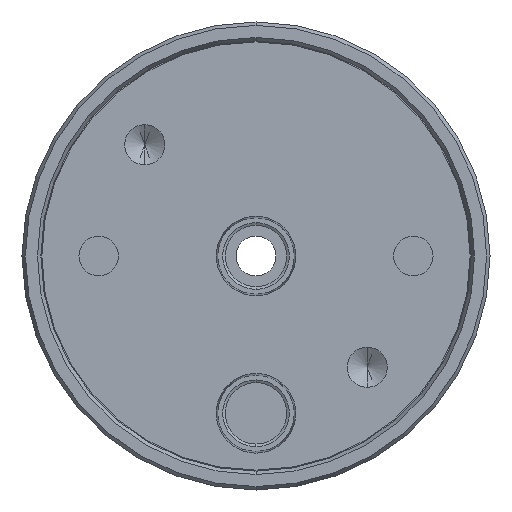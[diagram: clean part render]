
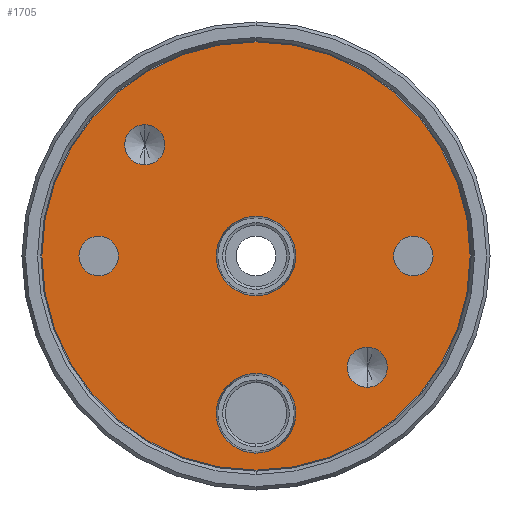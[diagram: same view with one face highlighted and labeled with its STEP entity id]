
A CAD part, front view. The second image highlights one B-rep face of the part: STEP entity #1705.
In plain terms, the highlighted planar face has unit normal (0, -1, 0).
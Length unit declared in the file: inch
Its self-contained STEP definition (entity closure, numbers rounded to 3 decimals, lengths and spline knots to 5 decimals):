
#4 = FACE_OUTER_BOUND ( 'NONE', #695, .T. ) ;
#10 = ORIENTED_EDGE ( 'NONE', *, *, #383, .F. ) ;
#15 = CARTESIAN_POINT ( 'NONE',  ( 0., 0., 0. ) ) ;
#22 = EDGE_CURVE ( 'NONE', #505, #1883, #1189, .T. ) ;
#62 = EDGE_LOOP ( 'NONE', ( #1853, #1553 ) ) ;
#72 = DIRECTION ( 'NONE',  ( 0., -1., 0. ) ) ;
#97 = ORIENTED_EDGE ( 'NONE', *, *, #154, .F. ) ;
#101 = AXIS2_PLACEMENT_3D ( 'NONE', #2786, #72, #1861 ) ;
#138 = CARTESIAN_POINT ( 'NONE',  ( 0., 0., -0.5975 ) ) ;
#154 = EDGE_CURVE ( 'NONE', #1110, #1223, #970, .T. ) ;
#173 = DIRECTION ( 'NONE',  ( 0., 0., 1. ) ) ;
#267 = FACE_BOUND ( 'NONE', #1420, .T. ) ;
#299 = CARTESIAN_POINT ( 'NONE',  ( 0., 0., 0.2025 ) ) ;
#302 = CARTESIAN_POINT ( 'NONE',  ( -0.56569, 0., 0.56569 ) ) ;
#313 = CIRCLE ( 'NONE', #678, 0.10156 ) ;
#337 = CARTESIAN_POINT ( 'NONE',  ( -0.8, 0., -0.1005 ) ) ;
#346 = DIRECTION ( 'NONE',  ( 0., -1., 0. ) ) ;
#383 = EDGE_CURVE ( 'NONE', #1681, #1568, #313, .T. ) ;
#388 = DIRECTION ( 'NONE',  ( 0., 0., 1. ) ) ;
#407 = DIRECTION ( 'NONE',  ( 0., 0., 1. ) ) ;
#424 = DIRECTION ( 'NONE',  ( 0., -1., 0. ) ) ;
#437 = ORIENTED_EDGE ( 'NONE', *, *, #659, .F. ) ;
#482 = DIRECTION ( 'NONE',  ( 0., -1., 0. ) ) ;
#505 = VERTEX_POINT ( 'NONE', #686 ) ;
#513 = CARTESIAN_POINT ( 'NONE',  ( 0., 0., 0. ) ) ;
#573 = CARTESIAN_POINT ( 'NONE',  ( 0., 0., 1.089 ) ) ;
#592 = ORIENTED_EDGE ( 'NONE', *, *, #2498, .F. ) ;
#602 = VERTEX_POINT ( 'NONE', #299 ) ;
#659 = EDGE_CURVE ( 'NONE', #602, #1400, #1069, .T. ) ;
#678 = AXIS2_PLACEMENT_3D ( 'NONE', #1881, #2360, #1470 ) ;
#684 = AXIS2_PLACEMENT_3D ( 'NONE', #2594, #346, #173 ) ;
#686 = CARTESIAN_POINT ( 'NONE',  ( 0.8, 0., -0.1005 ) ) ;
#695 = EDGE_LOOP ( 'NONE', ( #2203, #2320 ) ) ;
#706 = AXIS2_PLACEMENT_3D ( 'NONE', #734, #482, #2261 ) ;
#724 = ORIENTED_EDGE ( 'NONE', *, *, #2267, .F. ) ;
#734 = CARTESIAN_POINT ( 'NONE',  ( 0., 0., 0. ) ) ;
#735 = AXIS2_PLACEMENT_3D ( 'NONE', #2416, #1277, #388 ) ;
#741 = CARTESIAN_POINT ( 'NONE',  ( -0.56569, 0., 0.46412 ) ) ;
#759 = CARTESIAN_POINT ( 'NONE',  ( -0.56569, 0., 0.66725 ) ) ;
#796 = ORIENTED_EDGE ( 'NONE', *, *, #2484, .F. ) ;
#865 = EDGE_CURVE ( 'NONE', #2496, #1227, #913, .T. ) ;
#913 = CIRCLE ( 'NONE', #1899, 1.089 ) ;
#928 = ORIENTED_EDGE ( 'NONE', *, *, #1123, .F. ) ;
#941 = AXIS2_PLACEMENT_3D ( 'NONE', #1157, #1810, #2750 ) ;
#952 = AXIS2_PLACEMENT_3D ( 'NONE', #1245, #1014, #1209 ) ;
#970 = CIRCLE ( 'NONE', #2065, 0.2025 ) ;
#1014 = DIRECTION ( 'NONE',  ( 0., -1., 0. ) ) ;
#1029 = ORIENTED_EDGE ( 'NONE', *, *, #1150, .F. ) ;
#1030 = AXIS2_PLACEMENT_3D ( 'NONE', #302, #2588, #2816 ) ;
#1069 = CIRCLE ( 'NONE', #1441, 0.2025 ) ;
#1078 = DIRECTION ( 'NONE',  ( 0., 0., 1. ) ) ;
#1084 = VERTEX_POINT ( 'NONE', #759 ) ;
#1110 = VERTEX_POINT ( 'NONE', #1173 ) ;
#1123 = EDGE_CURVE ( 'NONE', #1084, #1484, #2457, .T. ) ;
#1125 = EDGE_LOOP ( 'NONE', ( #437, #2476 ) ) ;
#1150 = EDGE_CURVE ( 'NONE', #1486, #2459, #2408, .T. ) ;
#1152 = FACE_BOUND ( 'NONE', #1125, .T. ) ;
#1157 = CARTESIAN_POINT ( 'NONE',  ( 0., 0., -0.8 ) ) ;
#1172 = AXIS2_PLACEMENT_3D ( 'NONE', #513, #2810, #2110 ) ;
#1173 = CARTESIAN_POINT ( 'NONE',  ( 0., 0., -1.0025 ) ) ;
#1189 = CIRCLE ( 'NONE', #952, 0.1005 ) ;
#1209 = DIRECTION ( 'NONE',  ( 0., 0., 1. ) ) ;
#1223 = VERTEX_POINT ( 'NONE', #138 ) ;
#1227 = VERTEX_POINT ( 'NONE', #1502 ) ;
#1241 = CARTESIAN_POINT ( 'NONE',  ( 0., 0., 0. ) ) ;
#1245 = CARTESIAN_POINT ( 'NONE',  ( 0.8, 0., 0. ) ) ;
#1277 = DIRECTION ( 'NONE',  ( 0., -1., 0. ) ) ;
#1337 = FACE_BOUND ( 'NONE', #1461, .T. ) ;
#1356 = CARTESIAN_POINT ( 'NONE',  ( 0.56569, 0., -0.66725 ) ) ;
#1400 = VERTEX_POINT ( 'NONE', #2774 ) ;
#1403 = CARTESIAN_POINT ( 'NONE',  ( -0.8, 0., 0. ) ) ;
#1420 = EDGE_LOOP ( 'NONE', ( #796, #1029 ) ) ;
#1441 = AXIS2_PLACEMENT_3D ( 'NONE', #15, #2021, #2427 ) ;
#1461 = EDGE_LOOP ( 'NONE', ( #724, #97 ) ) ;
#1470 = DIRECTION ( 'NONE',  ( 0., 0., 1. ) ) ;
#1484 = VERTEX_POINT ( 'NONE', #741 ) ;
#1486 = VERTEX_POINT ( 'NONE', #337 ) ;
#1502 = CARTESIAN_POINT ( 'NONE',  ( 0., 0., -1.089 ) ) ;
#1527 = CIRCLE ( 'NONE', #735, 0.10156 ) ;
#1528 = PLANE ( 'NONE',  #1172 ) ;
#1531 = EDGE_LOOP ( 'NONE', ( #592, #10 ) ) ;
#1535 = CARTESIAN_POINT ( 'NONE',  ( 0., 0., 0. ) ) ;
#1553 = ORIENTED_EDGE ( 'NONE', *, *, #22, .F. ) ;
#1568 = VERTEX_POINT ( 'NONE', #2141 ) ;
#1606 = CIRCLE ( 'NONE', #941, 0.2025 ) ;
#1681 = VERTEX_POINT ( 'NONE', #1356 ) ;
#1705 = ADVANCED_FACE ( 'NONE', ( #2722, #2041, #267, #1753, #1152, #1337, #4 ), #1528, .F. ) ;
#1721 = DIRECTION ( 'NONE',  ( 0., -1., 0. ) ) ;
#1753 = FACE_BOUND ( 'NONE', #62, .T. ) ;
#1810 = DIRECTION ( 'NONE',  ( 0., -1., 0. ) ) ;
#1830 = EDGE_CURVE ( 'NONE', #1484, #1084, #2650, .T. ) ;
#1853 = ORIENTED_EDGE ( 'NONE', *, *, #2809, .F. ) ;
#1861 = DIRECTION ( 'NONE',  ( 0., 0., 1. ) ) ;
#1881 = CARTESIAN_POINT ( 'NONE',  ( 0.56569, 0., -0.56569 ) ) ;
#1883 = VERTEX_POINT ( 'NONE', #2653 ) ;
#1886 = CIRCLE ( 'NONE', #706, 0.2025 ) ;
#1899 = AXIS2_PLACEMENT_3D ( 'NONE', #1241, #1941, #2409 ) ;
#1907 = ORIENTED_EDGE ( 'NONE', *, *, #1830, .F. ) ;
#1928 = EDGE_CURVE ( 'NONE', #1400, #602, #1886, .T. ) ;
#1936 = CARTESIAN_POINT ( 'NONE',  ( -0.8, 0., 0.1005 ) ) ;
#1941 = DIRECTION ( 'NONE',  ( 0., -1., 0. ) ) ;
#2021 = DIRECTION ( 'NONE',  ( 0., -1., 0. ) ) ;
#2041 = FACE_BOUND ( 'NONE', #2048, .T. ) ;
#2048 = EDGE_LOOP ( 'NONE', ( #928, #1907 ) ) ;
#2065 = AXIS2_PLACEMENT_3D ( 'NONE', #2452, #424, #407 ) ;
#2110 = DIRECTION ( 'NONE',  ( 0., 0., -1. ) ) ;
#2133 = DIRECTION ( 'NONE',  ( 0., -1., 0. ) ) ;
#2141 = CARTESIAN_POINT ( 'NONE',  ( 0.56569, 0., -0.46412 ) ) ;
#2177 = EDGE_CURVE ( 'NONE', #1227, #2496, #2907, .T. ) ;
#2203 = ORIENTED_EDGE ( 'NONE', *, *, #865, .T. ) ;
#2221 = AXIS2_PLACEMENT_3D ( 'NONE', #1535, #2931, #2402 ) ;
#2261 = DIRECTION ( 'NONE',  ( 0., 0., 1. ) ) ;
#2267 = EDGE_CURVE ( 'NONE', #1223, #1110, #1606, .T. ) ;
#2320 = ORIENTED_EDGE ( 'NONE', *, *, #2177, .T. ) ;
#2327 = DIRECTION ( 'NONE',  ( 0., 0., 1. ) ) ;
#2340 = CIRCLE ( 'NONE', #2441, 0.1005 ) ;
#2360 = DIRECTION ( 'NONE',  ( 0., -1., 0. ) ) ;
#2402 = DIRECTION ( 'NONE',  ( 0., 0., 1. ) ) ;
#2408 = CIRCLE ( 'NONE', #2702, 0.1005 ) ;
#2409 = DIRECTION ( 'NONE',  ( 0., 0., 1. ) ) ;
#2416 = CARTESIAN_POINT ( 'NONE',  ( 0.56569, 0., -0.56569 ) ) ;
#2427 = DIRECTION ( 'NONE',  ( 0., 0., 1. ) ) ;
#2441 = AXIS2_PLACEMENT_3D ( 'NONE', #2861, #1721, #1078 ) ;
#2452 = CARTESIAN_POINT ( 'NONE',  ( 0., 0., -0.8 ) ) ;
#2457 = CIRCLE ( 'NONE', #1030, 0.10157 ) ;
#2459 = VERTEX_POINT ( 'NONE', #1936 ) ;
#2476 = ORIENTED_EDGE ( 'NONE', *, *, #1928, .F. ) ;
#2484 = EDGE_CURVE ( 'NONE', #2459, #1486, #2340, .T. ) ;
#2496 = VERTEX_POINT ( 'NONE', #573 ) ;
#2498 = EDGE_CURVE ( 'NONE', #1568, #1681, #1527, .T. ) ;
#2588 = DIRECTION ( 'NONE',  ( 0., -1., 0. ) ) ;
#2594 = CARTESIAN_POINT ( 'NONE',  ( 0.8, 0., 0. ) ) ;
#2650 = CIRCLE ( 'NONE', #101, 0.10157 ) ;
#2653 = CARTESIAN_POINT ( 'NONE',  ( 0.8, 0., 0.1005 ) ) ;
#2702 = AXIS2_PLACEMENT_3D ( 'NONE', #1403, #2133, #2327 ) ;
#2722 = FACE_BOUND ( 'NONE', #1531, .T. ) ;
#2735 = CIRCLE ( 'NONE', #684, 0.1005 ) ;
#2750 = DIRECTION ( 'NONE',  ( 0., 0., 1. ) ) ;
#2774 = CARTESIAN_POINT ( 'NONE',  ( 0., 0., -0.2025 ) ) ;
#2786 = CARTESIAN_POINT ( 'NONE',  ( -0.56569, 0., 0.56569 ) ) ;
#2809 = EDGE_CURVE ( 'NONE', #1883, #505, #2735, .T. ) ;
#2810 = DIRECTION ( 'NONE',  ( 0., 1., 0. ) ) ;
#2816 = DIRECTION ( 'NONE',  ( 0., 0., 1. ) ) ;
#2861 = CARTESIAN_POINT ( 'NONE',  ( -0.8, 0., 0. ) ) ;
#2907 = CIRCLE ( 'NONE', #2221, 1.089 ) ;
#2931 = DIRECTION ( 'NONE',  ( 0., -1., 0. ) ) ;
